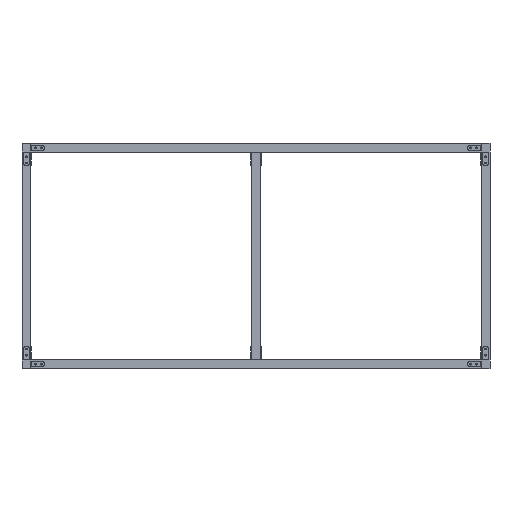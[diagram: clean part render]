
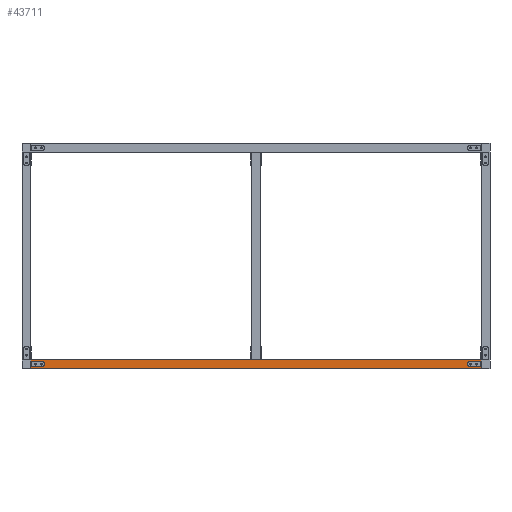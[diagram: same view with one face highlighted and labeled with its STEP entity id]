
A CAD part, front view. The second image highlights one B-rep face of the part: STEP entity #43711.
In plain terms, the highlighted planar face has unit normal (0, -1, 0).
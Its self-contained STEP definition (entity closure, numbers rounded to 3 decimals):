
#43581=CARTESIAN_POINT('',(2099.032,849.908,25.));
#43582=VERTEX_POINT('',#43581);
#43599=CARTESIAN_POINT('',(799.032,849.908,25.));
#43600=VERTEX_POINT('',#43599);
#43607=CARTESIAN_POINT('',(799.032,849.908,25.));
#43608=DIRECTION('',(1.,0.,0.));
#43609=VECTOR('',#43608,1300.);
#43610=LINE('',#43607,#43609);
#43611=EDGE_CURVE('',#43600,#43582,#43610,.T.);
#43621=CARTESIAN_POINT('',(2099.032,849.908,0.));
#43622=VERTEX_POINT('',#43621);
#43623=CARTESIAN_POINT('',(2099.032,849.908,0.));
#43624=DIRECTION('',(0.,0.,1.));
#43625=VECTOR('',#43624,25.);
#43626=LINE('',#43623,#43625);
#43627=EDGE_CURVE('',#43622,#43582,#43626,.T.);
#43677=CARTESIAN_POINT('',(799.032,849.908,0.));
#43678=VERTEX_POINT('',#43677);
#43685=CARTESIAN_POINT('',(799.032,849.908,0.));
#43686=DIRECTION('',(0.,0.,1.));
#43687=VECTOR('',#43686,25.);
#43688=LINE('',#43685,#43687);
#43689=EDGE_CURVE('',#43678,#43600,#43688,.T.);
#43695=CARTESIAN_POINT('',(799.032,849.908,0.));
#43696=DIRECTION('',(0.,0.,-1.));
#43697=DIRECTION('',(0.,-1.,0.));
#43698=AXIS2_PLACEMENT_3D('',#43695,#43697,#43696);
#43699=PLANE('',#43698);
#43700=ORIENTED_EDGE('',*,*,#43611,.F.);
#43701=ORIENTED_EDGE('',*,*,#43689,.F.);
#43702=CARTESIAN_POINT('',(2099.032,849.908,0.));
#43703=DIRECTION('',(-1.,0.,0.));
#43704=VECTOR('',#43703,1300.);
#43705=LINE('',#43702,#43704);
#43706=EDGE_CURVE('',#43622,#43678,#43705,.T.);
#43707=ORIENTED_EDGE('E8189',*,*,#43706,.F.);
#43708=ORIENTED_EDGE('E8189',*,*,#43627,.T.);
#43709=EDGE_LOOP('',(#43700,#43701,#43707,#43708));
#43710=FACE_OUTER_BOUND('',#43709,.T.);
#43711=ADVANCED_FACE('F2682',(#43710),#43699,.T.);
